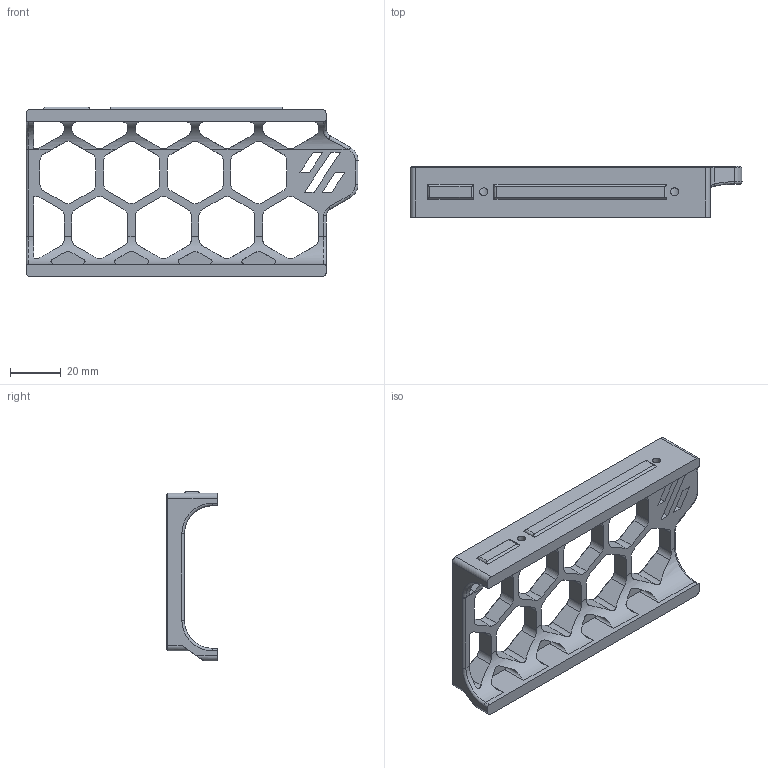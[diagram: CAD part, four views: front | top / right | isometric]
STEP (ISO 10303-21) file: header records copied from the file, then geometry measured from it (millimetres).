
FILE_DESCRIPTION(/* description */ ('STEP AP242','CAx-IF Rec.Pracs.---Representation and Presentation of Product Manufacturing Information (PMI)---4.0---2014-10-13','CAx-IF Rec.Pracs.---3D Tessellated Geometry---0.4---2014-09-14','2;1'),/* implementation_level */ '2;1');
FILE_NAME(/* name */ '641ca3706982c363fb2476e2',/* time_stamp */ '2023-03-23T19:07:29+00:00',/* author */ (''),/* organization */ (''),/* preprocessor_version */ 'ST-DEVELOPER v18.102',/* originating_system */ ' ',/* authorisation */ ' ');
FILE_SCHEMA (('AP242_MANAGED_MODEL_BASED_3D_ENGINEERING_MIM_LF { 1 0 10303 442 1 1 4 }'));
Length unit declared in the file: metre
Products named in the file (1): Front L
Bounding box: 130.5 x 20 x 66.8 mm (x, y, z)
Volume: 37316.1 mm3; surface area: 23195.2 mm2
Topology: 1 solids, 1 shells, 425 faces, 1102 edges, 670 vertices
Faces by surface type: plane 216, cylinder 115, cone 83, torus 7, bspline 4
Full cylindrical faces by diameter (mm): 3.2 x2, 4.7 x1, 6 x2
Entity records: 13112 total; most frequent: CARTESIAN_POINT 2624, ORIENTED_EDGE 2194, DIRECTION 2190, EDGE_CURVE 1097, AXIS2_PLACEMENT_3D 742, LINE 706, VECTOR 706, VERTEX_POINT 670
